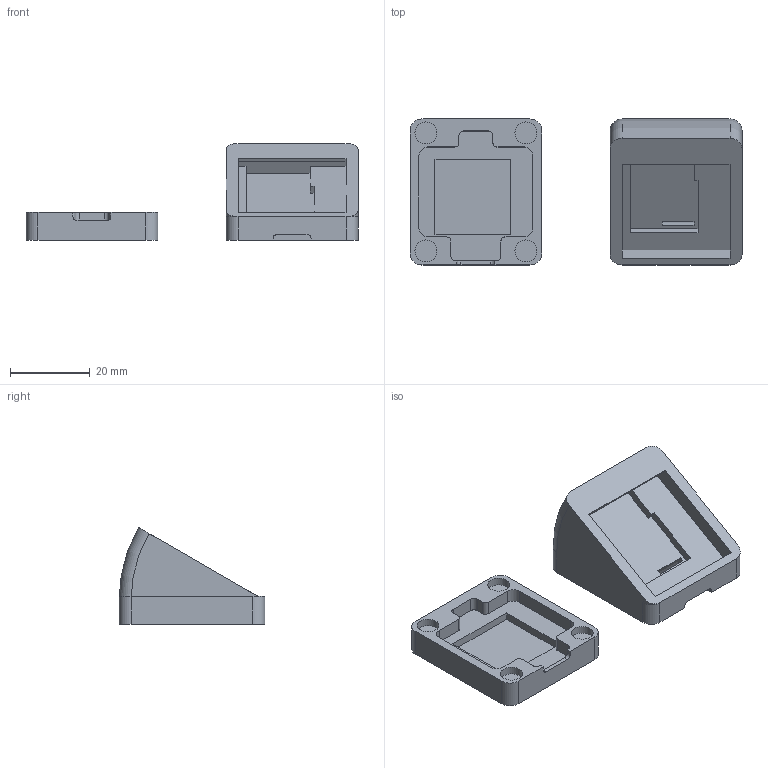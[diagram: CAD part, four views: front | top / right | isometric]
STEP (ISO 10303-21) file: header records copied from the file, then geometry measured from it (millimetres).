
FILE_DESCRIPTION(/* description */ (''),/* implementation_level */ '2;1');
FILE_NAME(/* name */ '',/* time_stamp */ '2023-12-09T10:40:03+08:00',/* author */ (''),/* organization */ (''),/* preprocessor_version */ 'ST-DEVELOPER v20',/* originating_system */ 'Autodesk Translation Framework v12.9.0.99',/* authorisation */ '');
FILE_SCHEMA (('AUTOMOTIVE_DESIGN { 1 0 10303 214 3 1 1 }'));
Length unit declared in the file: millimetre
Products named in the file (1): holocubic_shell
Bounding box: 83 x 36.5 x 24.25 mm (x, y, z)
Volume: 19121 mm3; surface area: 9477.5 mm2
Topology: 2 solids, 2 shells, 99 faces, 253 edges, 166 vertices
Faces by surface type: plane 60, cylinder 35, bspline 2, torus 2
Full cylindrical faces by diameter (mm): 5.5 x8
Entity records: 3024 total; most frequent: CARTESIAN_POINT 533, DIRECTION 525, ORIENTED_EDGE 502, EDGE_CURVE 251, AXIS2_PLACEMENT_3D 176, LINE 173, VECTOR 173, VERTEX_POINT 166
